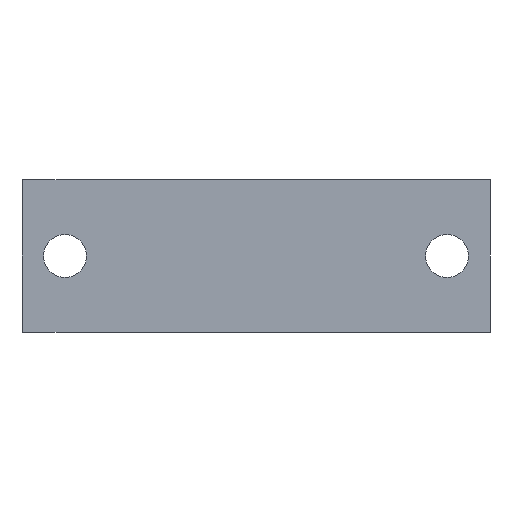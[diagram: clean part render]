
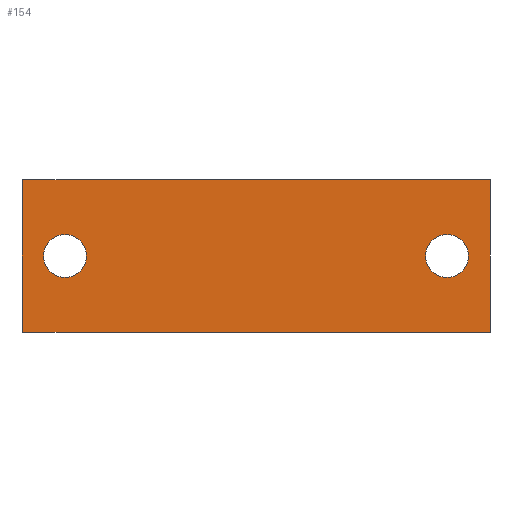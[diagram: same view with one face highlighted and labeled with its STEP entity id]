
A CAD part, front view. The second image highlights one B-rep face of the part: STEP entity #154.
In plain terms, the highlighted planar face has unit normal (0, -1, 0).
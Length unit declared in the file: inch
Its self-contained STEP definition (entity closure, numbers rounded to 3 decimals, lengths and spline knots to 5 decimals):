
#19 = VERTEX_POINT ( 'NONE', #1369 ) ;
#44 = CARTESIAN_POINT ( 'NONE',  ( -1.25, 0.02, -0.5 ) ) ;
#59 = AXIS2_PLACEMENT_3D ( 'NONE', #677, #786, #1569 ) ;
#91 = EDGE_CURVE ( 'NONE', #19, #666, #589, .T. ) ;
#95 = VECTOR ( 'NONE', #1465, 39.37008 ) ;
#133 = DIRECTION ( 'NONE',  ( -1., 0., 0. ) ) ;
#141 = CARTESIAN_POINT ( 'NONE',  ( 1.5315, 0.02, -1. ) ) ;
#144 = DIRECTION ( 'NONE',  ( -1., 0., 0. ) ) ;
#154 = ADVANCED_FACE ( 'NONE', ( #932, #532, #711 ), #878, .F. ) ;
#157 = EDGE_LOOP ( 'NONE', ( #954, #1453, #1595, #559 ) ) ;
#180 = VECTOR ( 'NONE', #227, 39.37008 ) ;
#199 = CARTESIAN_POINT ( 'NONE',  ( 1.50025, 0.02, 0. ) ) ;
#208 = DIRECTION ( 'NONE',  ( -1., 0., 0. ) ) ;
#227 = DIRECTION ( 'NONE',  ( 0., 0., 1. ) ) ;
#261 = VERTEX_POINT ( 'NONE', #629 ) ;
#274 = CIRCLE ( 'NONE', #1574, 0.1405 ) ;
#283 = CARTESIAN_POINT ( 'NONE',  ( -1.3905, 0.02, -0.5 ) ) ;
#349 = DIRECTION ( 'NONE',  ( 0., 1., 0. ) ) ;
#391 = DIRECTION ( 'NONE',  ( -1., 0., 0. ) ) ;
#407 = CARTESIAN_POINT ( 'NONE',  ( -1.25, 0.02, -0.5 ) ) ;
#408 = LINE ( 'NONE', #669, #1620 ) ;
#414 = EDGE_LOOP ( 'NONE', ( #1554, #782 ) ) ;
#416 = AXIS2_PLACEMENT_3D ( 'NONE', #1020, #349, #133 ) ;
#424 = AXIS2_PLACEMENT_3D ( 'NONE', #44, #794, #144 ) ;
#491 = LINE ( 'NONE', #986, #180 ) ;
#498 = DIRECTION ( 'NONE',  ( 0., 0., 1. ) ) ;
#509 = EDGE_CURVE ( 'NONE', #666, #261, #725, .T. ) ;
#526 = DIRECTION ( 'NONE',  ( -1., 0., 0. ) ) ;
#532 = FACE_BOUND ( 'NONE', #1584, .T. ) ;
#559 = ORIENTED_EDGE ( 'NONE', *, *, #91, .T. ) ;
#589 = LINE ( 'NONE', #199, #1087 ) ;
#629 = CARTESIAN_POINT ( 'NONE',  ( -1.5315, 0.02, -1. ) ) ;
#663 = CARTESIAN_POINT ( 'NONE',  ( 1.1095, 0.02, -0.5 ) ) ;
#666 = VERTEX_POINT ( 'NONE', #1378 ) ;
#669 = CARTESIAN_POINT ( 'NONE',  ( -3., 0.02, -1. ) ) ;
#677 = CARTESIAN_POINT ( 'NONE',  ( 1.25, 0.02, -0.5 ) ) ;
#711 = FACE_OUTER_BOUND ( 'NONE', #157, .T. ) ;
#725 = LINE ( 'NONE', #1616, #95 ) ;
#782 = ORIENTED_EDGE ( 'NONE', *, *, #1169, .T. ) ;
#786 = DIRECTION ( 'NONE',  ( 0., 1., 0. ) ) ;
#794 = DIRECTION ( 'NONE',  ( 0., 1., 0. ) ) ;
#875 = EDGE_CURVE ( 'NONE', #1315, #1111, #1349, .T. ) ;
#878 = PLANE ( 'NONE',  #1168 ) ;
#932 = FACE_BOUND ( 'NONE', #414, .T. ) ;
#954 = ORIENTED_EDGE ( 'NONE', *, *, #509, .T. ) ;
#986 = CARTESIAN_POINT ( 'NONE',  ( 1.5315, 0.02, -12. ) ) ;
#988 = VERTEX_POINT ( 'NONE', #283 ) ;
#1020 = CARTESIAN_POINT ( 'NONE',  ( 1.25, 0.02, -0.5 ) ) ;
#1021 = CARTESIAN_POINT ( 'NONE',  ( 1.3905, 0.02, -0.5 ) ) ;
#1031 = VERTEX_POINT ( 'NONE', #141 ) ;
#1081 = VERTEX_POINT ( 'NONE', #1561 ) ;
#1087 = VECTOR ( 'NONE', #208, 39.37008 ) ;
#1091 = EDGE_CURVE ( 'NONE', #1111, #1315, #1359, .T. ) ;
#1100 = EDGE_CURVE ( 'NONE', #1031, #261, #408, .T. ) ;
#1111 = VERTEX_POINT ( 'NONE', #663 ) ;
#1138 = CIRCLE ( 'NONE', #424, 0.1405 ) ;
#1168 = AXIS2_PLACEMENT_3D ( 'NONE', #1385, #1272, #498 ) ;
#1169 = EDGE_CURVE ( 'NONE', #1081, #988, #1138, .T. ) ;
#1244 = EDGE_CURVE ( 'NONE', #988, #1081, #274, .T. ) ;
#1272 = DIRECTION ( 'NONE',  ( 0., 1., 0. ) ) ;
#1315 = VERTEX_POINT ( 'NONE', #1021 ) ;
#1330 = ORIENTED_EDGE ( 'NONE', *, *, #875, .T. ) ;
#1349 = CIRCLE ( 'NONE', #416, 0.1405 ) ;
#1359 = CIRCLE ( 'NONE', #59, 0.1405 ) ;
#1369 = CARTESIAN_POINT ( 'NONE',  ( 1.5315, 0.02, 0. ) ) ;
#1378 = CARTESIAN_POINT ( 'NONE',  ( -1.5315, 0.02, 0. ) ) ;
#1385 = CARTESIAN_POINT ( 'NONE',  ( -3., 0.02, -1. ) ) ;
#1395 = ORIENTED_EDGE ( 'NONE', *, *, #1091, .T. ) ;
#1453 = ORIENTED_EDGE ( 'NONE', *, *, #1100, .F. ) ;
#1465 = DIRECTION ( 'NONE',  ( 0., 0., -1. ) ) ;
#1496 = EDGE_CURVE ( 'NONE', #1031, #19, #491, .T. ) ;
#1523 = DIRECTION ( 'NONE',  ( 0., 1., 0. ) ) ;
#1554 = ORIENTED_EDGE ( 'NONE', *, *, #1244, .T. ) ;
#1561 = CARTESIAN_POINT ( 'NONE',  ( -1.1095, 0.02, -0.5 ) ) ;
#1569 = DIRECTION ( 'NONE',  ( -1., 0., 0. ) ) ;
#1574 = AXIS2_PLACEMENT_3D ( 'NONE', #407, #1523, #391 ) ;
#1584 = EDGE_LOOP ( 'NONE', ( #1395, #1330 ) ) ;
#1595 = ORIENTED_EDGE ( 'NONE', *, *, #1496, .T. ) ;
#1616 = CARTESIAN_POINT ( 'NONE',  ( -1.5315, 0.02, -12. ) ) ;
#1620 = VECTOR ( 'NONE', #526, 39.37008 ) ;
